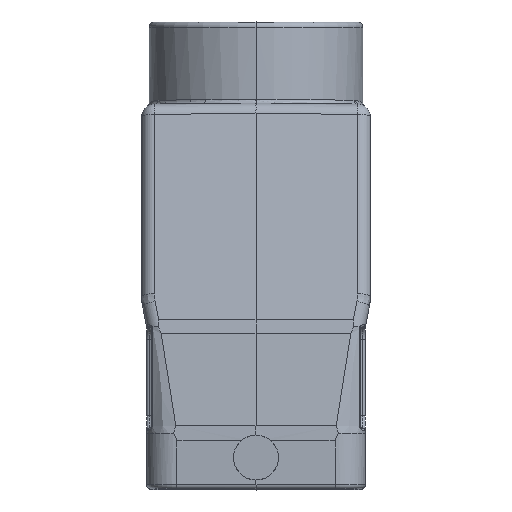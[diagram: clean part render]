
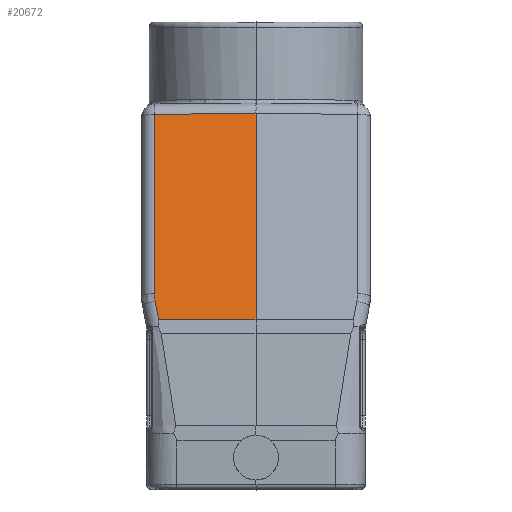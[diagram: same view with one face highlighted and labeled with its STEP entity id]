
A CAD part, top view. The second image highlights one B-rep face of the part: STEP entity #20672.
In plain terms, the highlighted planar face has unit normal (-0.009, 0.19, 0.982).
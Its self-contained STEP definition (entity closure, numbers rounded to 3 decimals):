
#4029=DIRECTION('',(0.,0.982,-0.19));
#4030=VECTOR('',#4029,35.988);
#4031=CARTESIAN_POINT('',(-20.022,-16.12,
43.323));
#4032=LINE('',#4031,#4030);
#4033=DIRECTION('',(1.,0.,0.009));
#4034=VECTOR('',#4033,19.147);
#4035=CARTESIAN_POINT('',(-19.146,-21.241,
44.32));
#4036=LINE('',#4035,#4034);
#4037=DIRECTION('',(0.193,-0.963,0.188));
#4038=VECTOR('',#4037,3.79);
#4039=CARTESIAN_POINT('',(-19.876,-17.591,
43.609));
#4040=LINE('',#4039,#4038);
#4041=CARTESIAN_POINT('',(-20.022,-16.12,
43.323));
#4042=CARTESIAN_POINT('',(-20.022,-16.614,
43.419));
#4043=CARTESIAN_POINT('',(-19.973,-17.107,
43.514));
#4044=CARTESIAN_POINT('',(-19.876,-17.591,
43.609));
#4046=DIRECTION('',(-1.,-0.009,-0.007));
#4047=VECTOR('',#4046,20.023);
#4048=CARTESIAN_POINT('',(0.,19.39,36.641));
#4049=LINE('',#4048,#4047);
#4068=CARTESIAN_POINT('',(-19.146,-21.241,
44.32));
#4093=DIRECTION('',(0.,-0.982,0.19));
#4094=VECTOR('',#4093,41.382);
#4095=CARTESIAN_POINT('',(0.,19.39,36.641));
#4096=LINE('',#4095,#4094);
#4121=CARTESIAN_POINT('',(0.,19.39,36.641));
#9847=CARTESIAN_POINT('',(-20.022,19.215,36.497));
#9849=VERTEX_POINT('',#9847);
#9889=VERTEX_POINT('',#4121);
#10194=VERTEX_POINT('',#4068);
#10199=CARTESIAN_POINT('',(0.,-21.241,44.49));
#10200=VERTEX_POINT('',#10199);
#10496=CARTESIAN_POINT('',(-20.022,-16.12,
43.323));
#10497=VERTEX_POINT('',#10496);
#10506=CARTESIAN_POINT('',(-19.876,-17.591,
43.609));
#10507=VERTEX_POINT('',#10506);
#20654=CARTESIAN_POINT('',(0.,-22.585,44.75));
#20655=DIRECTION('',(-0.009,0.19,0.982));
#20656=DIRECTION('',(0.,-0.982,0.19));
#20657=AXIS2_PLACEMENT_3D('',#20654,#20655,#20656);
#20658=PLANE('',#20657);
#20660=ORIENTED_EDGE('',*,*,#20659,.F.);
#20662=ORIENTED_EDGE('',*,*,#20661,.F.);
#20664=ORIENTED_EDGE('',*,*,#20663,.F.);
#20665=ORIENTED_EDGE('',*,*,#20644,.T.);
#20667=ORIENTED_EDGE('',*,*,#20666,.F.);
#20669=ORIENTED_EDGE('',*,*,#20668,.T.);
#20670=EDGE_LOOP('',(#20660,#20662,#20664,#20665,#20667,#20669));
#20671=FACE_OUTER_BOUND('',#20670,.F.);
#4045=B_SPLINE_CURVE_WITH_KNOTS('',3,(#4041,#4042,#4043,#4044),.UNSPECIFIED.,
.F.,.F.,(4,4),(0.,1.),.UNSPECIFIED.);
#20644=EDGE_CURVE('',#10497,#9849,#4032,.T.);
#20659=EDGE_CURVE('',#10194,#10200,#4036,.T.);
#20661=EDGE_CURVE('',#10507,#10194,#4040,.T.);
#20663=EDGE_CURVE('',#10497,#10507,#4045,.T.);
#20666=EDGE_CURVE('',#9889,#9849,#4049,.T.);
#20668=EDGE_CURVE('',#9889,#10200,#4096,.T.);
#20672=ADVANCED_FACE('',(#20671),#20658,.T.);
